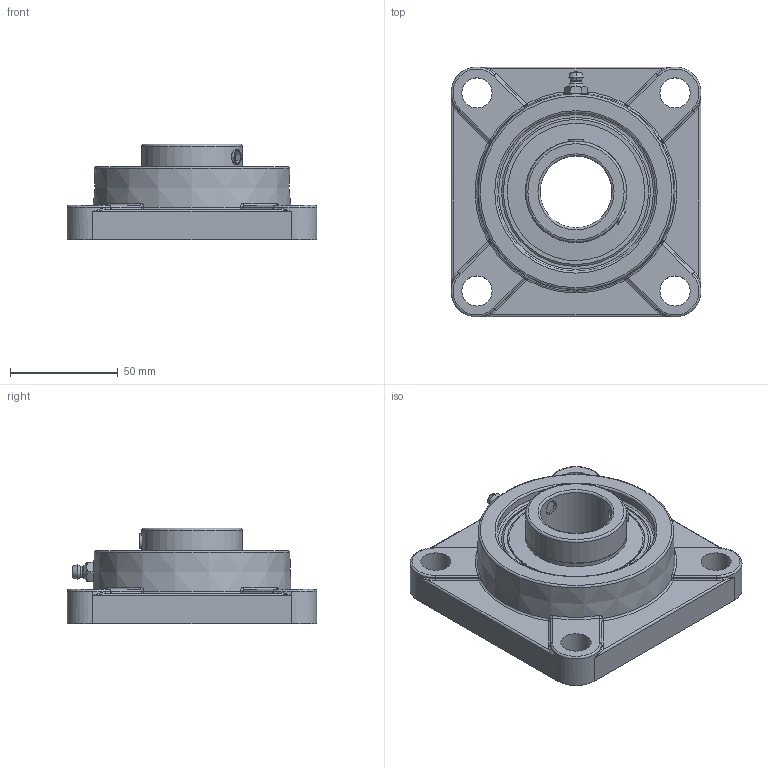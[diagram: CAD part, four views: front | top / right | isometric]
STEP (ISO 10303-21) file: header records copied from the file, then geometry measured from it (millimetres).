
FILE_DESCRIPTION(('HOOPS Exchange Step'),'2;1');
FILE_NAME('export-8FD545C3-F6D2-469A-AF1F-5C59C5B975AE.stp','2019-12-12T15:39:48-08:00',('ibuslach'),('Alibre'),'HOOPS Exchange 2019.2','Alibre','Unknown authorisation');
FILE_SCHEMA( ('AP242_MANAGED_MODEL_BASED_3D_ENGINEERING_MIM_LF {1 0 10303 442 1 1 4 }') );
Length unit declared in the file: centimetre
Products named in the file (7): MRN SF 207; UCP ZERK 6mm; SUC 207-21 RACES; SUC 207 SHIELD; SUC 207 SS; MRN SUC 207-21; MRN SUCF 207-21
Assembly tree (8 placements, depth 3):
  MRN SUCF 207-21
    MRN SF 207
    UCP ZERK 6mm
    MRN SUC 207-21
      SUC 207-21 RACES
      SUC 207 SHIELD  x2
      SUC 207 SS  x2
Bounding box: 116 x 116 x 44.4 mm (x, y, z)
Volume: 222160.1 mm3; surface area: 70800.3 mm2
Topology: 8 solids, 8 shells, 234 faces, 593 edges, 355 vertices
Faces by surface type: plane 66, cylinder 64, torus 39, bspline 28, cone 19, sphere 18
Full cylindrical faces by diameter (mm): 1.505 x2, 6 x2, 6.782 x4, 14 x4, 33.338 x1, 46.736 x4, 47.244 x2, 62.23 x2, 63.805 x2, 73.66 x1, 77.47 x1
Entity records: 11641 total; most frequent: CARTESIAN_POINT 6372, DIRECTION 1117, ORIENTED_EDGE 1050, EDGE_CURVE 525, AXIS2_PLACEMENT_3D 481, VERTEX_POINT 324, CIRCLE 271, EDGE_LOOP 245
